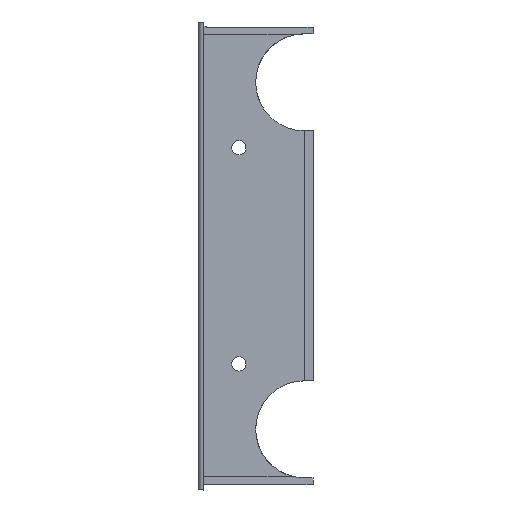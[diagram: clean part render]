
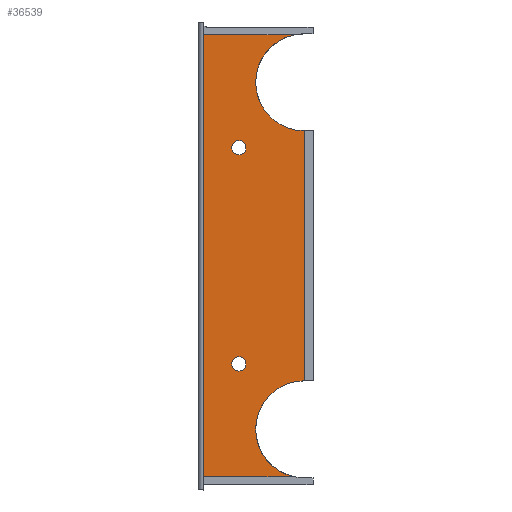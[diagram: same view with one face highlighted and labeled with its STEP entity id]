
A CAD part, top view. The second image highlights one B-rep face of the part: STEP entity #36539.
In plain terms, the highlighted planar face has unit normal (0, 0, 1).
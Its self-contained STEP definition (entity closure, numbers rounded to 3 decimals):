
#548=FACE_BOUND('',#6078,.T.);
#549=FACE_BOUND('',#6079,.T.);
#2204=PLANE('',#38269);
#3875=FACE_OUTER_BOUND('',#6077,.T.);
#6077=EDGE_LOOP('',(#34837,#34838,#34839,#34840,#34841,#34842,#34843,#34844,
#34845,#34846));
#6078=EDGE_LOOP('',(#34847,#34848));
#6079=EDGE_LOOP('',(#34849,#34850));
#11064=LINE('',#56756,#16105);
#11070=LINE('',#56817,#16111);
#11073=LINE('',#56830,#16114);
#11079=LINE('',#56843,#16120);
#11096=LINE('',#56928,#16137);
#11098=LINE('',#56930,#16139);
#11115=LINE('',#56965,#16156);
#11117=LINE('',#56970,#16158);
#16105=VECTOR('',#46594,10.);
#16111=VECTOR('',#46604,10.);
#16114=VECTOR('',#46615,10.);
#16120=VECTOR('',#46625,10.);
#16137=VECTOR('',#46660,10.);
#16139=VECTOR('',#46662,10.);
#16156=VECTOR('',#46703,10.);
#16158=VECTOR('',#46711,10.);
#16176=CIRCLE('',#36584,11.5);
#16198=CIRCLE('',#38254,11.5);
#16199=CIRCLE('',#38264,1.7);
#16200=CIRCLE('',#38265,1.7);
#16201=CIRCLE('',#38267,1.7);
#16202=CIRCLE('',#38268,1.7);
#16256=VERTEX_POINT('',#46868);
#16257=VERTEX_POINT('',#46870);
#19554=VERTEX_POINT('',#56753);
#19555=VERTEX_POINT('',#56755);
#19559=VERTEX_POINT('',#56814);
#19560=VERTEX_POINT('',#56816);
#19564=VERTEX_POINT('',#56826);
#19566=VERTEX_POINT('',#56829);
#19571=VERTEX_POINT('',#56841);
#19588=VERTEX_POINT('',#56957);
#19589=VERTEX_POINT('',#56975);
#19590=VERTEX_POINT('',#56976);
#19591=VERTEX_POINT('',#56981);
#19592=VERTEX_POINT('',#56982);
#19651=EDGE_CURVE('',#16257,#16256,#16176,.T.);
#24609=EDGE_CURVE('',#19555,#19554,#11064,.T.);
#24616=EDGE_CURVE('',#19560,#19559,#11070,.T.);
#24622=EDGE_CURVE('',#19566,#19564,#11073,.T.);
#24629=EDGE_CURVE('',#16256,#19571,#11079,.T.);
#24649=EDGE_CURVE('',#19559,#19555,#11096,.T.);
#24651=EDGE_CURVE('',#19571,#19566,#11098,.T.);
#24666=EDGE_CURVE('',#19554,#19588,#16198,.T.);
#24669=EDGE_CURVE('',#19588,#16257,#11115,.T.);
#24671=EDGE_CURVE('',#19560,#19564,#11117,.T.);
#24673=EDGE_CURVE('',#19589,#19590,#16199,.T.);
#24674=EDGE_CURVE('',#19590,#19589,#16200,.T.);
#24676=EDGE_CURVE('',#19591,#19592,#16201,.T.);
#24677=EDGE_CURVE('',#19592,#19591,#16202,.T.);
#34837=ORIENTED_EDGE('',*,*,#24622,.T.);
#34838=ORIENTED_EDGE('',*,*,#24671,.F.);
#34839=ORIENTED_EDGE('',*,*,#24616,.T.);
#34840=ORIENTED_EDGE('',*,*,#24649,.T.);
#34841=ORIENTED_EDGE('',*,*,#24609,.T.);
#34842=ORIENTED_EDGE('',*,*,#24666,.T.);
#34843=ORIENTED_EDGE('',*,*,#24669,.T.);
#34844=ORIENTED_EDGE('',*,*,#19651,.T.);
#34845=ORIENTED_EDGE('',*,*,#24629,.T.);
#34846=ORIENTED_EDGE('',*,*,#24651,.T.);
#34847=ORIENTED_EDGE('',*,*,#24673,.T.);
#34848=ORIENTED_EDGE('',*,*,#24674,.T.);
#34849=ORIENTED_EDGE('',*,*,#24676,.T.);
#34850=ORIENTED_EDGE('',*,*,#24677,.T.);
#36539=ADVANCED_FACE('',(#3875,#548,#549),#2204,.T.);
#36584=AXIS2_PLACEMENT_3D('',#46871,#38362,#38363);
#38254=AXIS2_PLACEMENT_3D('',#56959,#46693,#46694);
#38264=AXIS2_PLACEMENT_3D('',#56977,#46719,#46720);
#38265=AXIS2_PLACEMENT_3D('',#56978,#46721,#46722);
#38267=AXIS2_PLACEMENT_3D('',#56983,#46726,#46727);
#38268=AXIS2_PLACEMENT_3D('',#56984,#46728,#46729);
#38269=AXIS2_PLACEMENT_3D('',#56986,#46731,#46732);
#38362=DIRECTION('center_axis',(0.,0.,
-1.));
#38363=DIRECTION('ref_axis',(0.,1.,0.));
#46594=DIRECTION('',(1.,0.,0.));
#46604=DIRECTION('',(1.,0.,0.));
#46615=DIRECTION('',(-1.,0.,0.));
#46625=DIRECTION('',(-1.,0.,0.));
#46660=DIRECTION('',(0.,1.,0.));
#46662=DIRECTION('',(0.,1.,0.));
#46693=DIRECTION('center_axis',(0.,0.,
-1.));
#46694=DIRECTION('ref_axis',(0.,1.,0.));
#46703=DIRECTION('',(0.,1.,0.));
#46711=DIRECTION('',(0.,1.,0.));
#46719=DIRECTION('center_axis',(0.,0.,-1.));
#46720=DIRECTION('ref_axis',(1.,0.,0.));
#46721=DIRECTION('center_axis',(0.,0.,-1.));
#46722=DIRECTION('ref_axis',(1.,0.,0.));
#46726=DIRECTION('center_axis',(0.,0.,-1.));
#46727=DIRECTION('ref_axis',(1.,0.,0.));
#46728=DIRECTION('center_axis',(0.,0.,-1.));
#46729=DIRECTION('ref_axis',(1.,0.,0.));
#46731=DIRECTION('center_axis',(0.,0.,1.));
#46732=DIRECTION('ref_axis',(0.,-1.,0.));
#46868=CARTESIAN_POINT('',(19.015,114.75,3.));
#46870=CARTESIAN_POINT('',(21.15,91.95,3.));
#46871=CARTESIAN_POINT('Origin',(21.15,103.45,3.));
#56753=CARTESIAN_POINT('',(19.015,9.85,3.));
#56755=CARTESIAN_POINT('',(-2.7,9.85,3.));
#56756=CARTESIAN_POINT('',(8.575,9.85,3.));
#56814=CARTESIAN_POINT('',(-2.7,6.85,3.));
#56816=CARTESIAN_POINT('',(-2.8,6.85,3.));
#56817=CARTESIAN_POINT('',(-4.,6.85,3.));
#56826=CARTESIAN_POINT('',(-2.8,117.75,3.));
#56829=CARTESIAN_POINT('',(-2.7,117.75,3.));
#56830=CARTESIAN_POINT('',(-4.,117.75,3.));
#56841=CARTESIAN_POINT('',(-2.7,114.75,3.));
#56843=CARTESIAN_POINT('',(-4.,114.75,3.));
#56928=CARTESIAN_POINT('',(-2.7,104.363,3.));
#56930=CARTESIAN_POINT('',(-2.7,104.363,3.));
#56957=CARTESIAN_POINT('',(21.15,32.65,3.));
#56959=CARTESIAN_POINT('Origin',(21.15,21.15,3.));
#56965=CARTESIAN_POINT('',(21.15,105.275,3.));
#56970=CARTESIAN_POINT('',(-2.8,90.613,3.));
#56975=CARTESIAN_POINT('',(7.35,87.95,3.));
#56976=CARTESIAN_POINT('',(3.95,87.95,3.));
#56977=CARTESIAN_POINT('Origin',(5.65,87.95,3.));
#56978=CARTESIAN_POINT('Origin',(5.65,87.95,3.));
#56981=CARTESIAN_POINT('',(7.35,36.65,3.));
#56982=CARTESIAN_POINT('',(3.95,36.65,3.));
#56983=CARTESIAN_POINT('Origin',(5.65,36.65,3.));
#56984=CARTESIAN_POINT('Origin',(5.65,36.65,3.));
#56986=CARTESIAN_POINT('Origin',(-4.,118.6,3.));
